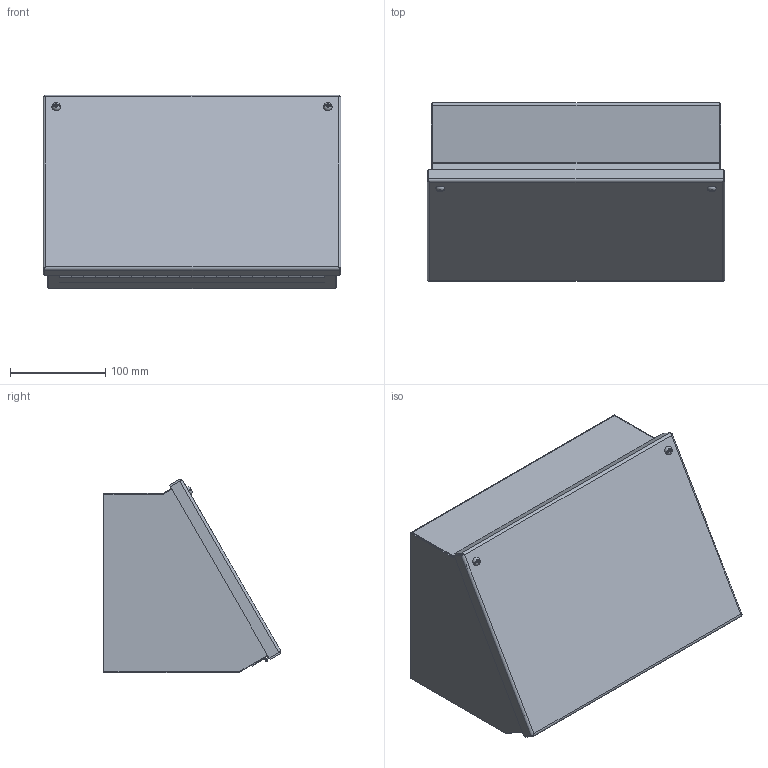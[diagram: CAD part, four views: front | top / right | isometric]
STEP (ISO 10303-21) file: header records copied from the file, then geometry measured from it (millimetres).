
FILE_DESCRIPTION (( 'STEP AP203' ), '1' );
FILE_NAME ('1488EH7_Default.step', '2019-11-12T18:45:02', ( '' ), ( '' ), 'SwSTEP 2.0', 'SolidWorks 2019', '' );
FILE_SCHEMA (( 'CONFIG_CONTROL_DESIGN' ));
Length unit declared in the file: inch
Products named in the file (1): 1488EH7_Default
Bounding box: 313.51 x 187.26 x 203.4 mm (x, y, z)
Volume: 668479.4 mm3; surface area: 647353.1 mm2
Topology: 19 solids, 19 shells, 499 faces, 1302 edges, 851 vertices
Faces by surface type: plane 304, cylinder 167, cone 16, bspline 8, torus 4
Entity records: 15617 total; most frequent: CARTESIAN_POINT 3111, ORIENTED_EDGE 2600, DIRECTION 2600, EDGE_CURVE 1300, AXIS2_PLACEMENT_3D 868, LINE 864, VECTOR 864, VERTEX_POINT 851
